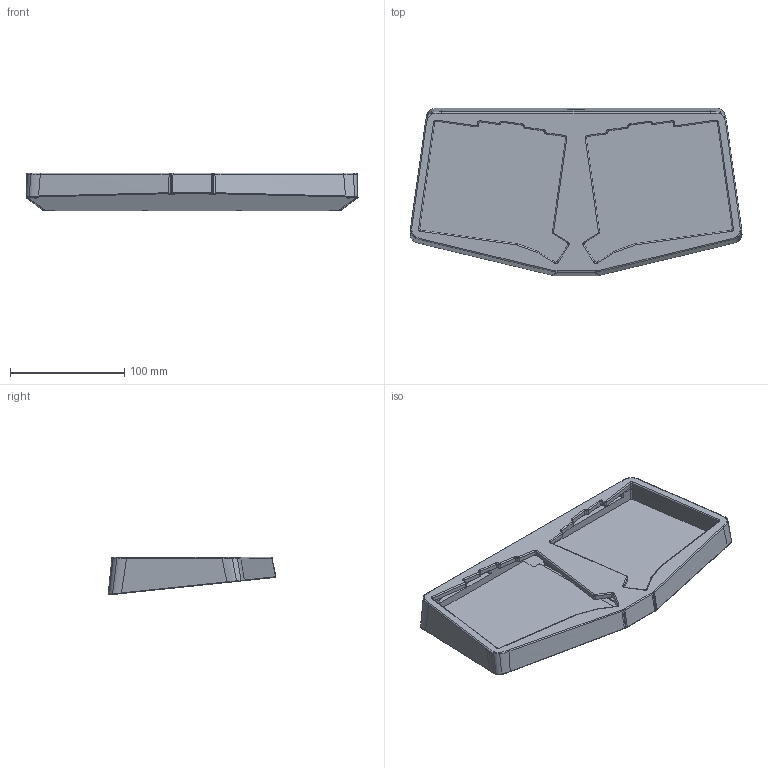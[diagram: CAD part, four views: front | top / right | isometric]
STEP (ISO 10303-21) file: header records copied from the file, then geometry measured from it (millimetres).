
FILE_DESCRIPTION(/* description */ (''),/* implementation_level */ '2;1');
FILE_NAME(/* name */ 'fdm-case-no-blockers.step',/* time_stamp */ '2024-08-02T10:17:02+07:00',/* author */ (''),/* organization */ (''),/* preprocessor_version */ 'ST-DEVELOPER v20',/* originating_system */ 'Autodesk Translation Framework v13.14.0.145',/* authorisation */ '');
FILE_SCHEMA (('AUTOMOTIVE_DESIGN { 1 0 10303 214 3 1 1 }'));
Length unit declared in the file: millimetre
Products named in the file (1): Form Uno
Bounding box: 290.43 x 146.71 x 33.01 mm (x, y, z)
Volume: 423219.9 mm3; surface area: 157499.9 mm2
Topology: 2 solids, 2 shells, 528 faces, 1345 edges, 849 vertices
Faces by surface type: bspline 211, cylinder 163, plane 136, torus 18
Full cylindrical faces by diameter (mm): 2.3 x18, 3.3 x10, 4.1 x8
Entity records: 21725 total; most frequent: CARTESIAN_POINT 9872, ORIENTED_EDGE 2690, DIRECTION 2071, EDGE_CURVE 1345, VERTEX_POINT 849, AXIS2_PLACEMENT_3D 772, EDGE_LOOP 580, FACE_OUTER_BOUND 528
